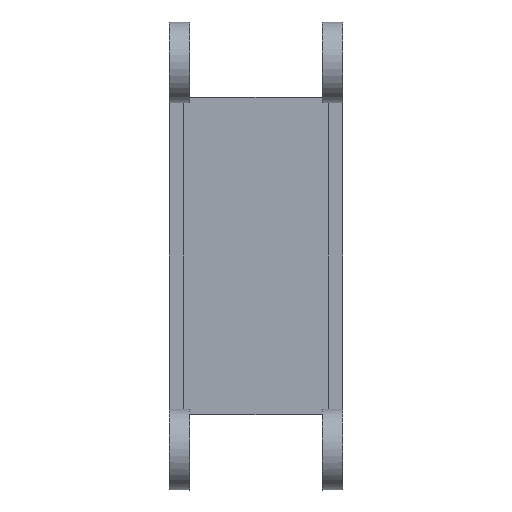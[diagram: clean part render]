
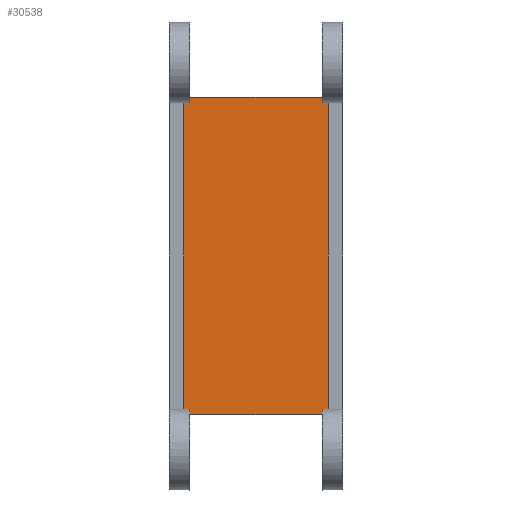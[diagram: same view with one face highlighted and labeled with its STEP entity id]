
A CAD part, front view. The second image highlights one B-rep face of the part: STEP entity #30538.
In plain terms, the highlighted planar face has unit normal (0, -1, 0).
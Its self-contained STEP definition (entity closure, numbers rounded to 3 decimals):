
#3558=FACE_OUTER_BOUND('',#5372,.T.);
#5372=EDGE_LOOP('',(#27319,#27320,#27321,#27322,#27323,#27324,#27325,#27326,
#27327,#27328,#27329,#27330));
#8777=LINE('',#49622,#12221);
#8800=LINE('',#49681,#12244);
#8802=LINE('',#49686,#12246);
#8804=LINE('',#49692,#12248);
#8805=LINE('',#49695,#12249);
#8806=LINE('',#49699,#12250);
#8808=LINE('',#49702,#12252);
#8809=LINE('',#49704,#12253);
#8810=LINE('',#49706,#12254);
#8811=LINE('',#49707,#12255);
#8812=LINE('',#49709,#12256);
#8813=LINE('',#49710,#12257);
#12221=VECTOR('',#40898,10.);
#12244=VECTOR('',#40957,10.);
#12246=VECTOR('',#40961,10.);
#12248=VECTOR('',#40969,10.);
#12249=VECTOR('',#40972,10.);
#12250=VECTOR('',#40977,10.);
#12252=VECTOR('',#40981,10.);
#12253=VECTOR('',#40982,10.);
#12254=VECTOR('',#40983,10.);
#12255=VECTOR('',#40984,10.);
#12256=VECTOR('',#40985,10.);
#12257=VECTOR('',#40986,10.);
#14967=VERTEX_POINT('',#49619);
#14968=VERTEX_POINT('',#49621);
#14985=VERTEX_POINT('',#49678);
#14986=VERTEX_POINT('',#49680);
#14987=VERTEX_POINT('',#49684);
#14988=VERTEX_POINT('',#49685);
#14989=VERTEX_POINT('',#49690);
#14990=VERTEX_POINT('',#49694);
#14991=VERTEX_POINT('',#49698);
#14992=VERTEX_POINT('',#49703);
#14993=VERTEX_POINT('',#49705);
#14994=VERTEX_POINT('',#49708);
#19087=EDGE_CURVE('',#14968,#14967,#8777,.T.);
#19116=EDGE_CURVE('',#14986,#14985,#8800,.T.);
#19118=EDGE_CURVE('',#14987,#14988,#8802,.T.);
#19122=EDGE_CURVE('',#14985,#14989,#8804,.T.);
#19123=EDGE_CURVE('',#14990,#14987,#8805,.T.);
#19125=EDGE_CURVE('',#14991,#14986,#8806,.T.);
#19127=EDGE_CURVE('',#14989,#14990,#8808,.T.);
#19128=EDGE_CURVE('',#14988,#14992,#8809,.T.);
#19129=EDGE_CURVE('',#14992,#14993,#8810,.T.);
#19130=EDGE_CURVE('',#14993,#14968,#8811,.T.);
#19131=EDGE_CURVE('',#14967,#14994,#8812,.T.);
#19132=EDGE_CURVE('',#14994,#14991,#8813,.T.);
#27319=ORIENTED_EDGE('',*,*,#19116,.T.);
#27320=ORIENTED_EDGE('',*,*,#19122,.T.);
#27321=ORIENTED_EDGE('',*,*,#19127,.T.);
#27322=ORIENTED_EDGE('',*,*,#19123,.T.);
#27323=ORIENTED_EDGE('',*,*,#19118,.T.);
#27324=ORIENTED_EDGE('',*,*,#19128,.T.);
#27325=ORIENTED_EDGE('',*,*,#19129,.T.);
#27326=ORIENTED_EDGE('',*,*,#19130,.T.);
#27327=ORIENTED_EDGE('',*,*,#19087,.T.);
#27328=ORIENTED_EDGE('',*,*,#19131,.T.);
#27329=ORIENTED_EDGE('',*,*,#19132,.T.);
#27330=ORIENTED_EDGE('',*,*,#19125,.T.);
#28968=PLANE('',#33008);
#30538=ADVANCED_FACE('',(#3558),#28968,.T.);
#33008=AXIS2_PLACEMENT_3D('',#49701,#40979,#40980);
#40898=DIRECTION('',(0.,0.,-1.));
#40957=DIRECTION('',(0.,0.,1.));
#40961=DIRECTION('',(0.,0.,1.));
#40969=DIRECTION('',(1.,0.,0.));
#40972=DIRECTION('',(-1.,0.,0.));
#40977=DIRECTION('',(1.,0.,0.));
#40979=DIRECTION('center_axis',(0.,-1.,0.));
#40980=DIRECTION('ref_axis',(1.,0.,0.));
#40981=DIRECTION('',(0.,0.,1.));
#40982=DIRECTION('',(-1.,0.,0.));
#40983=DIRECTION('',(0.,0.,-1.));
#40984=DIRECTION('',(-1.,0.,0.));
#40985=DIRECTION('',(1.,0.,0.));
#40986=DIRECTION('',(0.,0.,-1.));
#49619=CARTESIAN_POINT('',(-25.,0.,-53.));
#49621=CARTESIAN_POINT('',(-25.,0.,53.));
#49622=CARTESIAN_POINT('',(-25.,0.,55.));
#49678=CARTESIAN_POINT('',(23.,0.,-53.));
#49680=CARTESIAN_POINT('',(23.,0.,-55.));
#49681=CARTESIAN_POINT('',(23.,0.,-33.5));
#49684=CARTESIAN_POINT('',(23.,0.,53.));
#49685=CARTESIAN_POINT('',(23.,0.,55.));
#49686=CARTESIAN_POINT('',(23.,0.,33.5));
#49690=CARTESIAN_POINT('',(25.,0.,-53.));
#49692=CARTESIAN_POINT('',(30.,0.,-53.));
#49694=CARTESIAN_POINT('',(25.,0.,53.));
#49695=CARTESIAN_POINT('',(30.,0.,53.));
#49698=CARTESIAN_POINT('',(-23.,0.,-55.));
#49699=CARTESIAN_POINT('',(-25.,0.,-55.));
#49701=CARTESIAN_POINT('Origin',(0.,0.,0.));
#49702=CARTESIAN_POINT('',(25.,0.,-55.));
#49703=CARTESIAN_POINT('',(-23.,0.,55.));
#49704=CARTESIAN_POINT('',(25.,0.,55.));
#49705=CARTESIAN_POINT('',(-23.,0.,53.));
#49706=CARTESIAN_POINT('',(-23.,0.,33.5));
#49707=CARTESIAN_POINT('',(-30.,0.,53.));
#49708=CARTESIAN_POINT('',(-23.,0.,-53.));
#49709=CARTESIAN_POINT('',(-30.,0.,-53.));
#49710=CARTESIAN_POINT('',(-23.,0.,-33.5));
